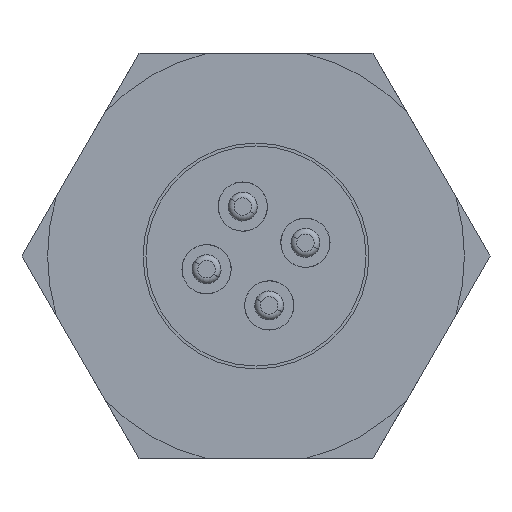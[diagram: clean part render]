
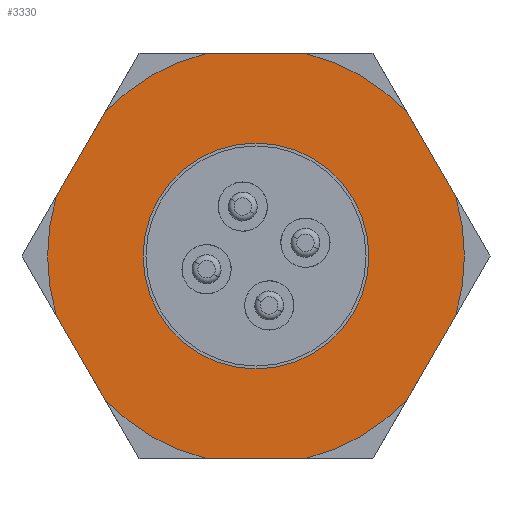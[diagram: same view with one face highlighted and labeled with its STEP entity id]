
A CAD part, left-side view. The second image highlights one B-rep face of the part: STEP entity #3330.
In plain terms, the highlighted face is planar.
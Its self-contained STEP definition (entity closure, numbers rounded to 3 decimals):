
#70 = VERTEX_POINT ( 'NONE', #5750 ) ;
#166 = ORIENTED_EDGE ( 'NONE', *, *, #5549, .F. ) ;
#243 = DIRECTION ( 'NONE',  ( 1., 0., 0. ) ) ;
#306 = EDGE_CURVE ( 'NONE', #1010, #7740, #3756, .T. ) ;
#471 = VERTEX_POINT ( 'NONE', #7059 ) ;
#553 = VECTOR ( 'NONE', #6055, 1000. ) ;
#721 = AXIS2_PLACEMENT_3D ( 'NONE', #5576, #243, #4866 ) ;
#879 = CIRCLE ( 'NONE', #1687, 1.95 ) ;
#985 = CARTESIAN_POINT ( 'NONE',  ( 9.97, 0., 0. ) ) ;
#1010 = VERTEX_POINT ( 'NONE', #9731 ) ;
#1053 = VECTOR ( 'NONE', #10109, 1000. ) ;
#1069 = CIRCLE ( 'NONE', #2531, 3.6 ) ;
#1148 = CARTESIAN_POINT ( 'NONE',  ( 9.97, -2.021, 3.5 ) ) ;
#1238 = EDGE_CURVE ( 'NONE', #4397, #4934, #879, .T. ) ;
#1539 = DIRECTION ( 'NONE',  ( 0., 0.5, -0.866 ) ) ;
#1575 = DIRECTION ( 'NONE',  ( 0., 0., -1. ) ) ;
#1619 = CARTESIAN_POINT ( 'NONE',  ( 9.97, 0., 1.95 ) ) ;
#1687 = AXIS2_PLACEMENT_3D ( 'NONE', #1774, #4902, #6854 ) ;
#1708 = VECTOR ( 'NONE', #5125, 1000. ) ;
#1774 = CARTESIAN_POINT ( 'NONE',  ( 9.97, 0., 0. ) ) ;
#1877 = CIRCLE ( 'NONE', #9053, 1.95 ) ;
#1927 = LINE ( 'NONE', #1148, #10041 ) ;
#1971 = CARTESIAN_POINT ( 'NONE',  ( 9.97, -2.61, -2.48 ) ) ;
#2034 = FACE_BOUND ( 'NONE', #9396, .T. ) ;
#2153 = EDGE_CURVE ( 'NONE', #70, #8226, #9880, .T. ) ;
#2159 = DIRECTION ( 'NONE',  ( 0., 0., -1. ) ) ;
#2186 = CARTESIAN_POINT ( 'NONE',  ( 9.97, 0.843, 3.5 ) ) ;
#2217 = EDGE_CURVE ( 'NONE', #2272, #471, #8709, .T. ) ;
#2225 = ORIENTED_EDGE ( 'NONE', *, *, #1238, .F. ) ;
#2270 = DIRECTION ( 'NONE',  ( 1., 0., 0. ) ) ;
#2272 = VERTEX_POINT ( 'NONE', #6488 ) ;
#2531 = AXIS2_PLACEMENT_3D ( 'NONE', #9032, #2590, #4950 ) ;
#2590 = DIRECTION ( 'NONE',  ( 1., 0., 0. ) ) ;
#2767 = LINE ( 'NONE', #8281, #1708 ) ;
#3070 = ORIENTED_EDGE ( 'NONE', *, *, #2153, .T. ) ;
#3167 = ORIENTED_EDGE ( 'NONE', *, *, #4605, .T. ) ;
#3172 = AXIS2_PLACEMENT_3D ( 'NONE', #6384, #9560, #4135 ) ;
#3228 = LINE ( 'NONE', #7827, #8909 ) ;
#3238 = CARTESIAN_POINT ( 'NONE',  ( 9.97, 2.61, 2.48 ) ) ;
#3330 = ADVANCED_FACE ( 'NONE', ( #2034, #6031 ), #6733, .T. ) ;
#3389 = CARTESIAN_POINT ( 'NONE',  ( 9.97, -2.61, 2.48 ) ) ;
#3392 = ORIENTED_EDGE ( 'NONE', *, *, #306, .F. ) ;
#3450 = DIRECTION ( 'NONE',  ( 0., 0.5, 0.866 ) ) ;
#3498 = ORIENTED_EDGE ( 'NONE', *, *, #7183, .F. ) ;
#3515 = DIRECTION ( 'NONE',  ( 0., 0., -1. ) ) ;
#3522 = VERTEX_POINT ( 'NONE', #3238 ) ;
#3657 = ORIENTED_EDGE ( 'NONE', *, *, #6414, .F. ) ;
#3681 = AXIS2_PLACEMENT_3D ( 'NONE', #985, #4734, #7838 ) ;
#3756 = LINE ( 'NONE', #5246, #553 ) ;
#3777 = CARTESIAN_POINT ( 'NONE',  ( 9.97, 2.021, -3.5 ) ) ;
#3861 = DIRECTION ( 'NONE',  ( 0., 0., -1. ) ) ;
#3885 = DIRECTION ( 'NONE',  ( 1., 0., 0. ) ) ;
#3980 = VERTEX_POINT ( 'NONE', #4870 ) ;
#4047 = VERTEX_POINT ( 'NONE', #7533 ) ;
#4135 = DIRECTION ( 'NONE',  ( 0., 0., -1. ) ) ;
#4247 = EDGE_CURVE ( 'NONE', #9926, #8285, #8898, .T. ) ;
#4397 = VERTEX_POINT ( 'NONE', #7287 ) ;
#4496 = LINE ( 'NONE', #3777, #6633 ) ;
#4505 = AXIS2_PLACEMENT_3D ( 'NONE', #8572, #3885, #1575 ) ;
#4605 = EDGE_CURVE ( 'NONE', #3522, #7740, #1069, .T. ) ;
#4629 = LINE ( 'NONE', #4833, #1053 ) ;
#4658 = AXIS2_PLACEMENT_3D ( 'NONE', #8501, #2270, #3515 ) ;
#4734 = DIRECTION ( 'NONE',  ( 1., 0., 0. ) ) ;
#4784 = ORIENTED_EDGE ( 'NONE', *, *, #4247, .T. ) ;
#4833 = CARTESIAN_POINT ( 'NONE',  ( 9.97, -4.041, 0. ) ) ;
#4866 = DIRECTION ( 'NONE',  ( 0., 0., -1. ) ) ;
#4870 = CARTESIAN_POINT ( 'NONE',  ( 9.97, 2.61, -2.48 ) ) ;
#4902 = DIRECTION ( 'NONE',  ( 1., 0., 0. ) ) ;
#4934 = VERTEX_POINT ( 'NONE', #1619 ) ;
#4950 = DIRECTION ( 'NONE',  ( 0., 0., -1. ) ) ;
#5125 = DIRECTION ( 'NONE',  ( 0., -1., 0. ) ) ;
#5232 = EDGE_CURVE ( 'NONE', #2272, #5777, #1927, .T. ) ;
#5246 = CARTESIAN_POINT ( 'NONE',  ( 9.97, 2.021, 3.5 ) ) ;
#5369 = DIRECTION ( 'NONE',  ( 0., -0.5, -0.866 ) ) ;
#5423 = EDGE_CURVE ( 'NONE', #4934, #4397, #1877, .T. ) ;
#5442 = CARTESIAN_POINT ( 'NONE',  ( 9.97, 0., 0. ) ) ;
#5549 = EDGE_CURVE ( 'NONE', #9926, #471, #4629, .T. ) ;
#5576 = CARTESIAN_POINT ( 'NONE',  ( 9.97, 0., 0. ) ) ;
#5653 = AXIS2_PLACEMENT_3D ( 'NONE', #8295, #6052, #2159 ) ;
#5750 = CARTESIAN_POINT ( 'NONE',  ( 9.97, 3.452, -1.02 ) ) ;
#5777 = VERTEX_POINT ( 'NONE', #3389 ) ;
#5936 = EDGE_CURVE ( 'NONE', #4047, #3980, #10072, .T. ) ;
#6031 = FACE_OUTER_BOUND ( 'NONE', #6379, .T. ) ;
#6052 = DIRECTION ( 'NONE',  ( 1., 0., 0. ) ) ;
#6055 = DIRECTION ( 'NONE',  ( 0., 1., 0. ) ) ;
#6379 = EDGE_LOOP ( 'NONE', ( #3070, #3498, #3167, #3392, #9777, #7615, #8047, #166, #4784, #3657, #8321, #6923 ) ) ;
#6384 = CARTESIAN_POINT ( 'NONE',  ( 9.97, 0., 0. ) ) ;
#6414 = EDGE_CURVE ( 'NONE', #4047, #8285, #2767, .T. ) ;
#6488 = CARTESIAN_POINT ( 'NONE',  ( 9.97, -3.452, 1.02 ) ) ;
#6534 = EDGE_CURVE ( 'NONE', #1010, #5777, #7429, .T. ) ;
#6633 = VECTOR ( 'NONE', #5369, 1000. ) ;
#6733 = PLANE ( 'NONE',  #4658 ) ;
#6854 = DIRECTION ( 'NONE',  ( 0., 0., -1. ) ) ;
#6923 = ORIENTED_EDGE ( 'NONE', *, *, #7846, .F. ) ;
#7059 = CARTESIAN_POINT ( 'NONE',  ( 9.97, -3.452, -1.02 ) ) ;
#7183 = EDGE_CURVE ( 'NONE', #3522, #8226, #3228, .T. ) ;
#7287 = CARTESIAN_POINT ( 'NONE',  ( 9.97, 0., -1.95 ) ) ;
#7429 = CIRCLE ( 'NONE', #3681, 3.6 ) ;
#7533 = CARTESIAN_POINT ( 'NONE',  ( 9.97, 0.843, -3.5 ) ) ;
#7615 = ORIENTED_EDGE ( 'NONE', *, *, #5232, .F. ) ;
#7740 = VERTEX_POINT ( 'NONE', #2186 ) ;
#7827 = CARTESIAN_POINT ( 'NONE',  ( 9.97, 4.041, 0. ) ) ;
#7838 = DIRECTION ( 'NONE',  ( 0., 0., -1. ) ) ;
#7846 = EDGE_CURVE ( 'NONE', #70, #3980, #4496, .T. ) ;
#8047 = ORIENTED_EDGE ( 'NONE', *, *, #2217, .T. ) ;
#8226 = VERTEX_POINT ( 'NONE', #9698 ) ;
#8281 = CARTESIAN_POINT ( 'NONE',  ( 9.97, -2.021, -3.5 ) ) ;
#8285 = VERTEX_POINT ( 'NONE', #9027 ) ;
#8295 = CARTESIAN_POINT ( 'NONE',  ( 9.97, 0., 0. ) ) ;
#8321 = ORIENTED_EDGE ( 'NONE', *, *, #5936, .T. ) ;
#8501 = CARTESIAN_POINT ( 'NONE',  ( 9.97, 0., 0. ) ) ;
#8572 = CARTESIAN_POINT ( 'NONE',  ( 9.97, 0., 0. ) ) ;
#8576 = ORIENTED_EDGE ( 'NONE', *, *, #5423, .F. ) ;
#8709 = CIRCLE ( 'NONE', #721, 3.6 ) ;
#8898 = CIRCLE ( 'NONE', #4505, 3.6 ) ;
#8909 = VECTOR ( 'NONE', #1539, 1000. ) ;
#9027 = CARTESIAN_POINT ( 'NONE',  ( 9.97, -0.843, -3.5 ) ) ;
#9032 = CARTESIAN_POINT ( 'NONE',  ( 9.97, 0., 0. ) ) ;
#9053 = AXIS2_PLACEMENT_3D ( 'NONE', #5442, #9478, #3861 ) ;
#9396 = EDGE_LOOP ( 'NONE', ( #8576, #2225 ) ) ;
#9478 = DIRECTION ( 'NONE',  ( 1., 0., 0. ) ) ;
#9560 = DIRECTION ( 'NONE',  ( 1., 0., 0. ) ) ;
#9698 = CARTESIAN_POINT ( 'NONE',  ( 9.97, 3.452, 1.02 ) ) ;
#9731 = CARTESIAN_POINT ( 'NONE',  ( 9.97, -0.843, 3.5 ) ) ;
#9777 = ORIENTED_EDGE ( 'NONE', *, *, #6534, .T. ) ;
#9880 = CIRCLE ( 'NONE', #3172, 3.6 ) ;
#9926 = VERTEX_POINT ( 'NONE', #1971 ) ;
#10041 = VECTOR ( 'NONE', #3450, 1000. ) ;
#10072 = CIRCLE ( 'NONE', #5653, 3.6 ) ;
#10109 = DIRECTION ( 'NONE',  ( 0., -0.5, 0.866 ) ) ;
